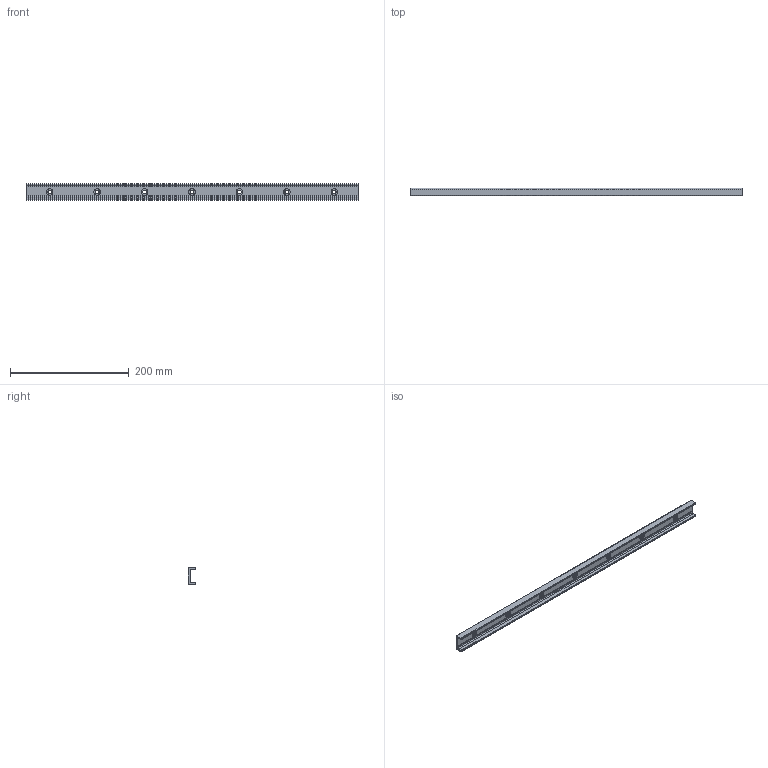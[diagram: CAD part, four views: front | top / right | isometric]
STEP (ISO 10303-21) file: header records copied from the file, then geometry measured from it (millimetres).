
FILE_DESCRIPTION((''),'2;1');
FILE_NAME('LCU 28H-0560.C.stp','2016-05-02T15:20:09',('MRathmann'),(''),'Autodesk Inventor 2012','Autodesk Inventor 2012','');
FILE_SCHEMA(('CONFIG_CONTROL_DESIGN'));
Length unit declared in the file: millimetre
Products named in the file (1): LCU 28H-0560.C
Bounding box: 560 x 12.3 x 28 mm (x, y, z)
Volume: 84401.8 mm3; surface area: 53653.5 mm2
Topology: 1 solids, 1 shells, 43 faces, 102 edges, 68 vertices
Faces by surface type: cylinder 25, plane 18
Full cylindrical faces by diameter (mm): 6.4 x7, 11 x7
Entity records: 1250 total; most frequent: DIRECTION 226, CARTESIAN_POINT 200, ORIENTED_EDGE 176, AXIS2_PLACEMENT_3D 94, EDGE_CURVE 88, EDGE_LOOP 78, VERTEX_POINT 68, CIRCLE 50
